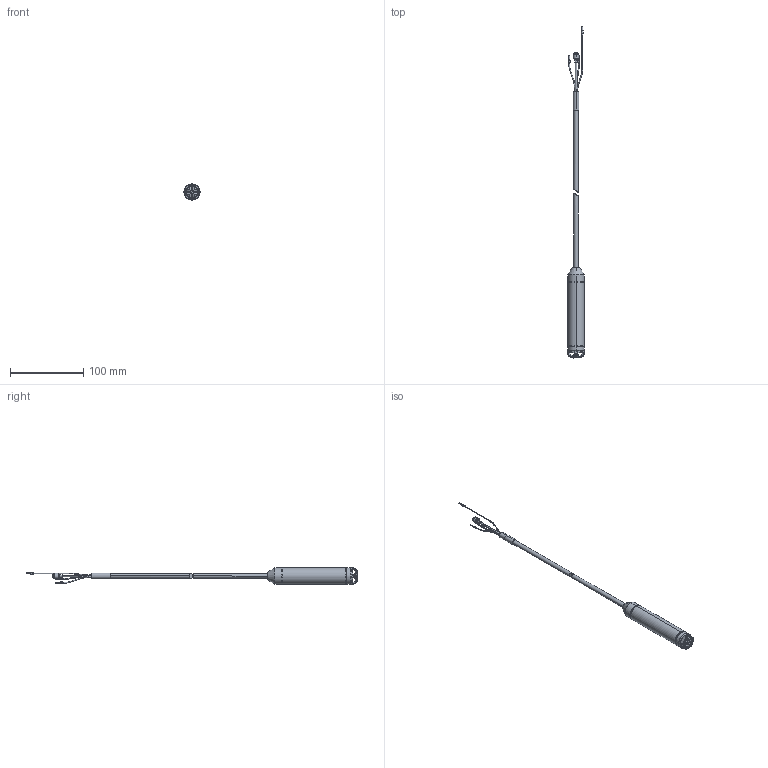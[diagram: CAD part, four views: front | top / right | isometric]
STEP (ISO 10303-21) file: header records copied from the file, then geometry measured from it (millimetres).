
FILE_DESCRIPTION (( 'STEP AP214' ), '1' );
FILE_NAME ('3D_FMX11 CUT 1 fxt.STEP', '2022-09-21T13:18:09', ( '' ), ( '' ), 'SwSTEP 2.0', 'SolidWorks 2021', '' );
FILE_SCHEMA (( 'AUTOMOTIVE_DESIGN' ));
Length unit declared in the file: inch
Products named in the file (1): 3D_FMX11 CUT 1 fxt
Bounding box: 22 x 454.5 x 22 mm (x, y, z)
Volume: 50081.7 mm3; surface area: 18207.6 mm2
Topology: 5 solids, 12 shells, 530 faces, 1311 edges, 827 vertices
Faces by surface type: bspline 174, cylinder 160, plane 136, cone 56, torus 4
Entity records: 22146 total; most frequent: CARTESIAN_POINT 10523, ORIENTED_EDGE 2622, DIRECTION 2248, EDGE_CURVE 1311, AXIS2_PLACEMENT_3D 906, VERTEX_POINT 827, EDGE_LOOP 570, CIRCLE 549
